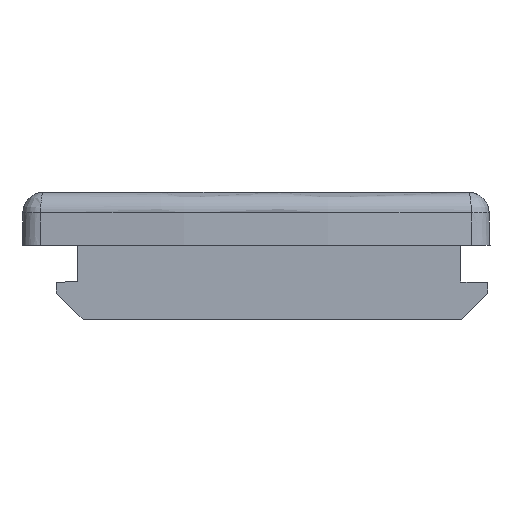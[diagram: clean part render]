
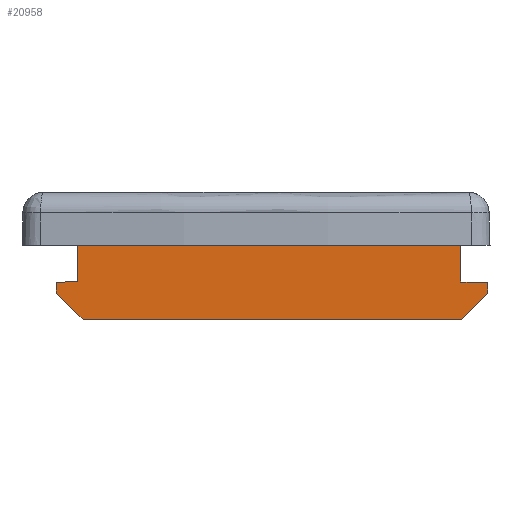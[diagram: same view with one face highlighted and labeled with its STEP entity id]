
A CAD part, front view. The second image highlights one B-rep face of the part: STEP entity #20958.
In plain terms, the highlighted planar face has unit normal (0, -1, 0).
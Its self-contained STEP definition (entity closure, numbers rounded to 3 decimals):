
#20890=AXIS2_PLACEMENT_3D('Plane Axis2P3D',#20887,#20888,#20889) ;
#11015=CARTESIAN_POINT('Vertex',(5.237,14.987,7.)) ;
#11018=CARTESIAN_POINT('Line Origine',(23.237,14.987,7.)) ;
#11022=CARTESIAN_POINT('Vertex',(41.237,14.987,7.)) ;
#20871=CARTESIAN_POINT('Vertex',(5.237,14.987,3.6)) ;
#20874=CARTESIAN_POINT('Line Origine',(5.237,14.987,5.3)) ;
#20887=CARTESIAN_POINT('Axis2P3D Location',(43.974,14.987,7.)) ;
#20892=CARTESIAN_POINT('Line Origine',(23.539,14.987,0.)) ;
#20896=CARTESIAN_POINT('Vertex',(41.341,14.987,0.)) ;
#20898=CARTESIAN_POINT('Vertex',(5.737,14.987,0.)) ;
#20901=CARTESIAN_POINT('Line Origine',(42.547,14.987,1.25)) ;
#20905=CARTESIAN_POINT('Vertex',(43.754,14.987,2.5)) ;
#20908=CARTESIAN_POINT('Line Origine',(43.746,14.987,3.006)) ;
#20912=CARTESIAN_POINT('Vertex',(43.737,14.987,3.513)) ;
#20915=CARTESIAN_POINT('Line Origine',(42.487,14.987,3.535)) ;
#20919=CARTESIAN_POINT('Vertex',(41.237,14.987,3.556)) ;
#20922=CARTESIAN_POINT('Line Origine',(41.237,14.987,5.278)) ;
#20927=CARTESIAN_POINT('Line Origine',(4.237,14.987,3.565)) ;
#20931=CARTESIAN_POINT('Vertex',(3.237,14.987,3.53)) ;
#20934=CARTESIAN_POINT('Line Origine',(3.237,14.987,3.015)) ;
#20938=CARTESIAN_POINT('Vertex',(3.237,14.987,2.5)) ;
#20941=CARTESIAN_POINT('Line Origine',(4.487,14.987,1.25)) ;
#11019=DIRECTION('Vector Direction',(-1.,0.,0.)) ;
#20875=DIRECTION('Vector Direction',(0.,0.,-1.)) ;
#20888=DIRECTION('Axis2P3D Direction',(0.,-1.,0.)) ;
#20889=DIRECTION('Axis2P3D XDirection',(1.,0.,0.)) ;
#20893=DIRECTION('Vector Direction',(-1.,0.,0.)) ;
#20902=DIRECTION('Vector Direction',(0.695,0.,0.719)) ;
#20909=DIRECTION('Vector Direction',(0.017,0.,-1.)) ;
#20916=DIRECTION('Vector Direction',(-1.,0.,0.017)) ;
#20923=DIRECTION('Vector Direction',(0.,0.,-1.)) ;
#20928=DIRECTION('Vector Direction',(0.999,0.,0.035)) ;
#20935=DIRECTION('Vector Direction',(0.,0.,1.)) ;
#20942=DIRECTION('Vector Direction',(0.707,0.,-0.707)) ;
#11020=VECTOR('Line Direction',#11019,1.) ;
#20876=VECTOR('Line Direction',#20875,1.) ;
#20894=VECTOR('Line Direction',#20893,1.) ;
#20903=VECTOR('Line Direction',#20902,1.) ;
#20910=VECTOR('Line Direction',#20909,1.) ;
#20917=VECTOR('Line Direction',#20916,1.) ;
#20924=VECTOR('Line Direction',#20923,1.) ;
#20929=VECTOR('Line Direction',#20928,1.) ;
#20936=VECTOR('Line Direction',#20935,1.) ;
#20943=VECTOR('Line Direction',#20942,1.) ;
#20947=ORIENTED_EDGE('',*,*,#20900,.F.) ;
#20948=ORIENTED_EDGE('',*,*,#20907,.T.) ;
#20949=ORIENTED_EDGE('',*,*,#20914,.F.) ;
#20950=ORIENTED_EDGE('',*,*,#20921,.T.) ;
#20951=ORIENTED_EDGE('',*,*,#20926,.F.) ;
#20952=ORIENTED_EDGE('',*,*,#11024,.T.) ;
#20953=ORIENTED_EDGE('',*,*,#20878,.T.) ;
#20954=ORIENTED_EDGE('',*,*,#20933,.F.) ;
#20955=ORIENTED_EDGE('',*,*,#20940,.F.) ;
#20956=ORIENTED_EDGE('',*,*,#20945,.T.) ;
#20958=ADVANCED_FACE('CABTITE EP B 24/17 GY',(#20957),#20891,.T.) ;
#11024=EDGE_CURVE('',#11023,#11016,#11021,.T.) ;
#20878=EDGE_CURVE('',#11016,#20872,#20877,.T.) ;
#20900=EDGE_CURVE('',#20897,#20899,#20895,.T.) ;
#20907=EDGE_CURVE('',#20897,#20906,#20904,.T.) ;
#20914=EDGE_CURVE('',#20913,#20906,#20911,.T.) ;
#20921=EDGE_CURVE('',#20913,#20920,#20918,.T.) ;
#20926=EDGE_CURVE('',#11023,#20920,#20925,.T.) ;
#20933=EDGE_CURVE('',#20932,#20872,#20930,.T.) ;
#20940=EDGE_CURVE('',#20939,#20932,#20937,.T.) ;
#20945=EDGE_CURVE('',#20939,#20899,#20944,.T.) ;
#20946=EDGE_LOOP('',(#20947,#20948,#20949,#20950,#20951,#20952,#20953,#20954,#20955,#20956)) ;
#20957=FACE_OUTER_BOUND('',#20946,.T.) ;
#11021=LINE('Line',#11018,#11020) ;
#20877=LINE('Line',#20874,#20876) ;
#20895=LINE('Line',#20892,#20894) ;
#20904=LINE('Line',#20901,#20903) ;
#20911=LINE('Line',#20908,#20910) ;
#20918=LINE('Line',#20915,#20917) ;
#20925=LINE('Line',#20922,#20924) ;
#20930=LINE('Line',#20927,#20929) ;
#20937=LINE('Line',#20934,#20936) ;
#20944=LINE('Line',#20941,#20943) ;
#20891=PLANE('',#20890) ;
#11016=VERTEX_POINT('',#11015) ;
#11023=VERTEX_POINT('',#11022) ;
#20872=VERTEX_POINT('',#20871) ;
#20897=VERTEX_POINT('',#20896) ;
#20899=VERTEX_POINT('',#20898) ;
#20906=VERTEX_POINT('',#20905) ;
#20913=VERTEX_POINT('',#20912) ;
#20920=VERTEX_POINT('',#20919) ;
#20932=VERTEX_POINT('',#20931) ;
#20939=VERTEX_POINT('',#20938) ;
